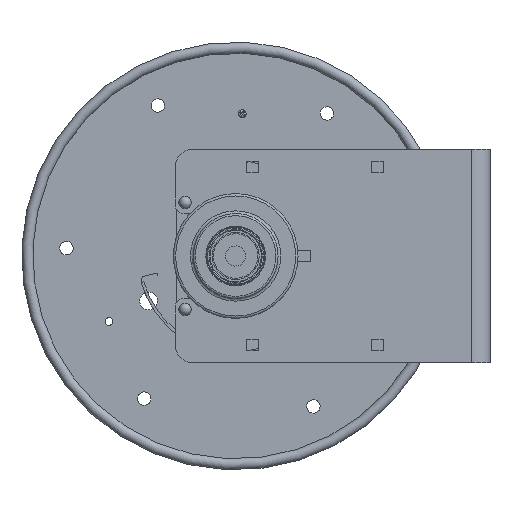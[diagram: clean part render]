
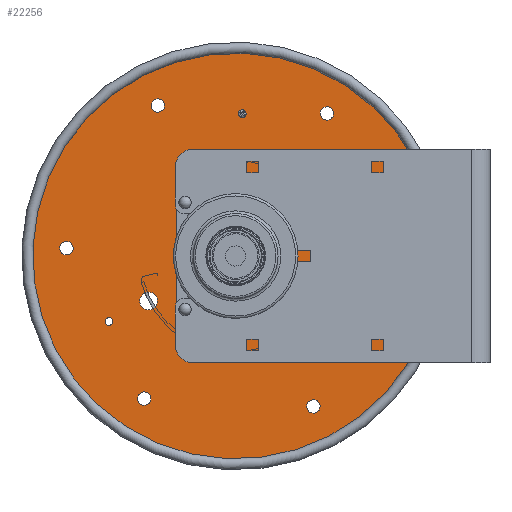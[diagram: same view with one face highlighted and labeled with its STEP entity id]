
A CAD part, left-side view. The second image highlights one B-rep face of the part: STEP entity #22256.
In plain terms, the highlighted planar face has unit normal (-1, 0, 0).
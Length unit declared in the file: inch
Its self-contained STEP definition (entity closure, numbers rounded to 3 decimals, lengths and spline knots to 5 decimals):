
#5600=FACE_BOUND('',#6840,.T.);
#5601=FACE_BOUND('',#6841,.T.);
#5602=FACE_BOUND('',#6842,.T.);
#5603=FACE_BOUND('',#6843,.T.);
#5604=FACE_BOUND('',#6844,.T.);
#5605=FACE_BOUND('',#6845,.T.);
#5606=FACE_BOUND('',#6846,.T.);
#5607=FACE_BOUND('',#6847,.T.);
#5608=FACE_BOUND('',#6848,.T.);
#5609=FACE_BOUND('',#6849,.T.);
#5610=FACE_BOUND('',#6850,.T.);
#5611=FACE_BOUND('',#6851,.T.);
#5612=FACE_BOUND('',#6852,.T.);
#5782=FACE_OUTER_BOUND('',#6839,.T.);
#6839=EDGE_LOOP('',(#15054));
#6840=EDGE_LOOP('',(#15055));
#6841=EDGE_LOOP('',(#15056));
#6842=EDGE_LOOP('',(#15057));
#6843=EDGE_LOOP('',(#15058));
#6844=EDGE_LOOP('',(#15059));
#6845=EDGE_LOOP('',(#15060));
#6846=EDGE_LOOP('',(#15061));
#6847=EDGE_LOOP('',(#15062));
#6848=EDGE_LOOP('',(#15063));
#6849=EDGE_LOOP('',(#15064));
#6850=EDGE_LOOP('',(#15065));
#6851=EDGE_LOOP('',(#15066));
#6852=EDGE_LOOP('',(#15067));
#8043=CIRCLE('',#23424,0.25);
#8044=CIRCLE('',#23426,0.25);
#8045=CIRCLE('',#23428,0.25);
#8046=CIRCLE('',#23430,0.1095);
#8047=CIRCLE('',#23432,0.1875);
#8048=CIRCLE('',#23434,0.1875);
#8049=CIRCLE('',#23436,0.1875);
#8050=CIRCLE('',#23438,0.1875);
#8051=CIRCLE('',#23440,0.1875);
#8052=CIRCLE('',#23442,0.1875);
#8053=CIRCLE('',#23444,0.1095);
#8054=CIRCLE('',#23446,0.1095);
#8055=CIRCLE('',#23448,5.845);
#8056=CIRCLE('',#23449,0.825);
#8714=VERTEX_POINT('',#29623);
#8715=VERTEX_POINT('',#29627);
#8716=VERTEX_POINT('',#29631);
#8717=VERTEX_POINT('',#29635);
#8718=VERTEX_POINT('',#29639);
#8719=VERTEX_POINT('',#29643);
#8720=VERTEX_POINT('',#29647);
#8721=VERTEX_POINT('',#29651);
#8722=VERTEX_POINT('',#29655);
#8723=VERTEX_POINT('',#29659);
#8724=VERTEX_POINT('',#29663);
#8725=VERTEX_POINT('',#29667);
#8726=VERTEX_POINT('',#29671);
#8727=VERTEX_POINT('',#29673);
#11281=EDGE_CURVE('',#8714,#8714,#8043,.T.);
#11283=EDGE_CURVE('',#8715,#8715,#8044,.T.);
#11285=EDGE_CURVE('',#8716,#8716,#8045,.T.);
#11287=EDGE_CURVE('',#8717,#8717,#8046,.T.);
#11288=EDGE_CURVE('',#8718,#8718,#8047,.T.);
#11290=EDGE_CURVE('',#8719,#8719,#8048,.T.);
#11292=EDGE_CURVE('',#8720,#8720,#8049,.T.);
#11294=EDGE_CURVE('',#8721,#8721,#8050,.T.);
#11296=EDGE_CURVE('',#8722,#8722,#8051,.T.);
#11298=EDGE_CURVE('',#8723,#8723,#8052,.T.);
#11301=EDGE_CURVE('',#8724,#8724,#8053,.T.);
#11303=EDGE_CURVE('',#8725,#8725,#8054,.T.);
#11304=EDGE_CURVE('',#8726,#8726,#8055,.T.);
#11305=EDGE_CURVE('',#8727,#8727,#8056,.T.);
#15054=ORIENTED_EDGE('',*,*,#11304,.F.);
#15055=ORIENTED_EDGE('',*,*,#11305,.T.);
#15056=ORIENTED_EDGE('',*,*,#11281,.T.);
#15057=ORIENTED_EDGE('',*,*,#11283,.T.);
#15058=ORIENTED_EDGE('',*,*,#11285,.T.);
#15059=ORIENTED_EDGE('',*,*,#11287,.T.);
#15060=ORIENTED_EDGE('',*,*,#11288,.T.);
#15061=ORIENTED_EDGE('',*,*,#11290,.T.);
#15062=ORIENTED_EDGE('',*,*,#11292,.T.);
#15063=ORIENTED_EDGE('',*,*,#11294,.T.);
#15064=ORIENTED_EDGE('',*,*,#11296,.T.);
#15065=ORIENTED_EDGE('',*,*,#11298,.T.);
#15066=ORIENTED_EDGE('',*,*,#11301,.T.);
#15067=ORIENTED_EDGE('',*,*,#11303,.T.);
#20821=PLANE('',#23447);
#22256=ADVANCED_FACE('',(#5782,#5600,#5601,#5602,#5603,#5604,#5605,#5606,
#5607,#5608,#5609,#5610,#5611,#5612),#20821,.T.);
#23424=AXIS2_PLACEMENT_3D('',#29625,#24914,#24915);
#23426=AXIS2_PLACEMENT_3D('',#29629,#24919,#24920);
#23428=AXIS2_PLACEMENT_3D('',#29633,#24924,#24925);
#23430=AXIS2_PLACEMENT_3D('',#29637,#24929,#24930);
#23432=AXIS2_PLACEMENT_3D('',#29640,#24933,#24934);
#23434=AXIS2_PLACEMENT_3D('',#29644,#24938,#24939);
#23436=AXIS2_PLACEMENT_3D('',#29648,#24943,#24944);
#23438=AXIS2_PLACEMENT_3D('',#29652,#24948,#24949);
#23440=AXIS2_PLACEMENT_3D('',#29656,#24953,#24954);
#23442=AXIS2_PLACEMENT_3D('',#29660,#24958,#24959);
#23444=AXIS2_PLACEMENT_3D('',#29665,#24964,#24965);
#23446=AXIS2_PLACEMENT_3D('',#29669,#24969,#24970);
#23447=AXIS2_PLACEMENT_3D('',#29670,#24971,#24972);
#23448=AXIS2_PLACEMENT_3D('',#29672,#24973,#24974);
#23449=AXIS2_PLACEMENT_3D('',#29674,#24975,#24976);
#24914=DIRECTION('center_axis',(1.,0.,0.));
#24915=DIRECTION('ref_axis',(0.,0.999,0.046));
#24919=DIRECTION('center_axis',(1.,0.,0.));
#24920=DIRECTION('ref_axis',(0.,0.999,0.046));
#24924=DIRECTION('center_axis',(1.,0.,0.));
#24925=DIRECTION('ref_axis',(0.,0.999,0.046));
#24929=DIRECTION('center_axis',(1.,0.,0.));
#24930=DIRECTION('ref_axis',(0.,0.999,0.046));
#24933=DIRECTION('center_axis',(1.,0.,0.));
#24934=DIRECTION('ref_axis',(0.,-0.999,-0.046));
#24938=DIRECTION('center_axis',(1.,0.,0.));
#24939=DIRECTION('ref_axis',(0.,-0.54,0.842));
#24943=DIRECTION('center_axis',(1.,0.,0.));
#24944=DIRECTION('ref_axis',(0.,0.459,0.888));
#24948=DIRECTION('center_axis',(1.,0.,0.));
#24949=DIRECTION('ref_axis',(0.,0.999,0.046));
#24953=DIRECTION('center_axis',(1.,0.,0.));
#24954=DIRECTION('ref_axis',(0.,0.54,-0.842));
#24958=DIRECTION('center_axis',(1.,0.,0.));
#24959=DIRECTION('ref_axis',(0.,-0.459,-0.888));
#24964=DIRECTION('center_axis',(1.,0.,0.));
#24965=DIRECTION('ref_axis',(0.,-0.459,-0.888));
#24969=DIRECTION('center_axis',(1.,0.,0.));
#24970=DIRECTION('ref_axis',(0.,-0.54,0.842));
#24971=DIRECTION('center_axis',(-1.,0.,0.));
#24972=DIRECTION('ref_axis',(0.,-0.046,0.999));
#24973=DIRECTION('center_axis',(1.,0.,0.));
#24974=DIRECTION('ref_axis',(0.,0.999,0.046));
#24975=DIRECTION('center_axis',(1.,0.,0.));
#24976=DIRECTION('ref_axis',(0.,-0.999,-0.046));
#29623=CARTESIAN_POINT('',(-6.2019,9.19342,-1.27487));
#29625=CARTESIAN_POINT('Origin',(-6.2019,9.44316,-1.2633));
#29627=CARTESIAN_POINT('',(-6.2019,6.62349,2.73548));
#29629=CARTESIAN_POINT('Origin',(-6.2019,6.87322,2.74705));
#29631=CARTESIAN_POINT('',(-6.2019,4.43539,-1.49532));
#29633=CARTESIAN_POINT('Origin',(-6.2019,4.68512,-1.48375));
#29635=CARTESIAN_POINT('',(-6.2019,6.70598,3.99065));
#29637=CARTESIAN_POINT('Origin',(-6.2019,6.81537,3.99571));
#29639=CARTESIAN_POINT('',(-6.2019,9.36986,4.22781));
#29640=CARTESIAN_POINT('Origin',(-6.2019,9.18256,4.21913));
#29643=CARTESIAN_POINT('',(-6.2019,11.84657,0.06198));
#29644=CARTESIAN_POINT('Origin',(-6.2019,11.74541,0.21984));
#29647=CARTESIAN_POINT('',(-6.2019,9.47721,-4.16583));
#29648=CARTESIAN_POINT('Origin',(-6.2019,9.56335,-3.99929));
#29651=CARTESIAN_POINT('',(-6.2019,4.63114,-4.22781));
#29652=CARTESIAN_POINT('Origin',(-6.2019,4.81844,-4.21913));
#29655=CARTESIAN_POINT('',(-6.2019,2.15443,-0.06198));
#29656=CARTESIAN_POINT('Origin',(-6.2019,2.25559,-0.21984));
#29659=CARTESIAN_POINT('',(-6.2019,4.52379,4.16583));
#29660=CARTESIAN_POINT('Origin',(-6.2019,4.43765,3.99929));
#29663=CARTESIAN_POINT('',(-6.2019,10.60376,-1.74027));
#29665=CARTESIAN_POINT('Origin',(-6.2019,10.55346,-1.83753));
#29667=CARTESIAN_POINT('',(-6.2019,3.69176,-2.25038));
#29669=CARTESIAN_POINT('Origin',(-6.2019,3.63268,-2.15819));
#29670=CARTESIAN_POINT('Origin',(-6.2019,9.91987,0.13526));
#29671=CARTESIAN_POINT('',(-6.2019,12.83924,0.27052));
#29672=CARTESIAN_POINT('Origin',(-6.2019,7.0005,0.));
#29673=CARTESIAN_POINT('',(-6.2019,7.82462,0.03818));
#29674=CARTESIAN_POINT('Origin',(-6.2019,7.0005,0.));
